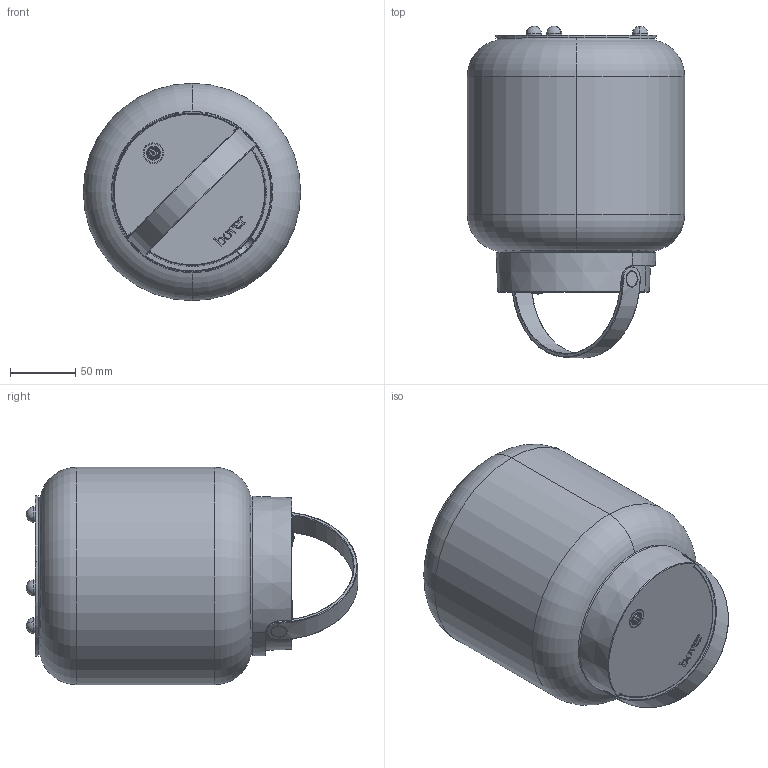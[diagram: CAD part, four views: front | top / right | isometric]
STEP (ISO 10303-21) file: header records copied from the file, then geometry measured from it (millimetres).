
FILE_DESCRIPTION (( 'STEP AP203' ), '1' );
FILE_NAME ('NANS PORTABLE M-21-R 30924324xxx.STEP', '2021-10-12T12:13:52', ( '' ), ( '' ), 'SwSTEP 2.0', 'SolidWorks 2019', '' );
FILE_SCHEMA (( 'CONFIG_CONTROL_DESIGN' ));
Length unit declared in the file: millimetre
Products named in the file (19): 000-309-506; 000-309-086; 000-309-085; 000-EMSAMBLAJE NANS MINI CABEZAL SUPERIOR PCB; 000-309_603; 000-309_604; NANS PORTABLE M-21-R 30924324xxx; 000-SUB309-XX; 000-309-608; 000-309_602; 000-309-503; 000-D7982-298Z_M2.9X8mm; 000-D965-38A2_ISO 7046-1 - M3 x 5 - Z --- 5N; 000-309-106; 000-196-007N; 000-309-505; 000-309_601; 000-309_606; 000-309-504
Assembly tree (28 placements, depth 3):
  NANS PORTABLE M-21-R 30924324xxx
    000-309_601
    000-309-506
    000-309-505
    000-309-504
    000-309-503
    000-309-106
    000-EMSAMBLAJE NANS MINI CABEZAL SUPERIOR PCB
      000-309_602
      000-309_606  x2
      000-309_604  x2
      000-309_603
      000-196-007N
      000-D7982-298Z_M2.9X8mm  x4
    000-D965-38A2_ISO 7046-1 - M3 x 5 - Z --- 5N  x2
    000-SUB309-XX
      000-309-608
      000-309-085  x3
      000-309-086  x3
Bounding box: 167 x 254.87 x 167 mm (x, y, z)
Volume: 285517.3 mm3; surface area: 379019.9 mm2
Topology: 27 solids, 29 shells, 1579 faces, 4272 edges, 2698 vertices
Faces by surface type: cylinder 545, plane 323, bspline 256, torus 253, cone 180, sphere 22
Entity records: 65699 total; most frequent: CARTESIAN_POINT 31647, ORIENTED_EDGE 7290, DIRECTION 6125, EDGE_CURVE 3645, AXIS2_PLACEMENT_3D 2535, VERTEX_POINT 2320, EDGE_LOOP 1491, CIRCLE 1364
